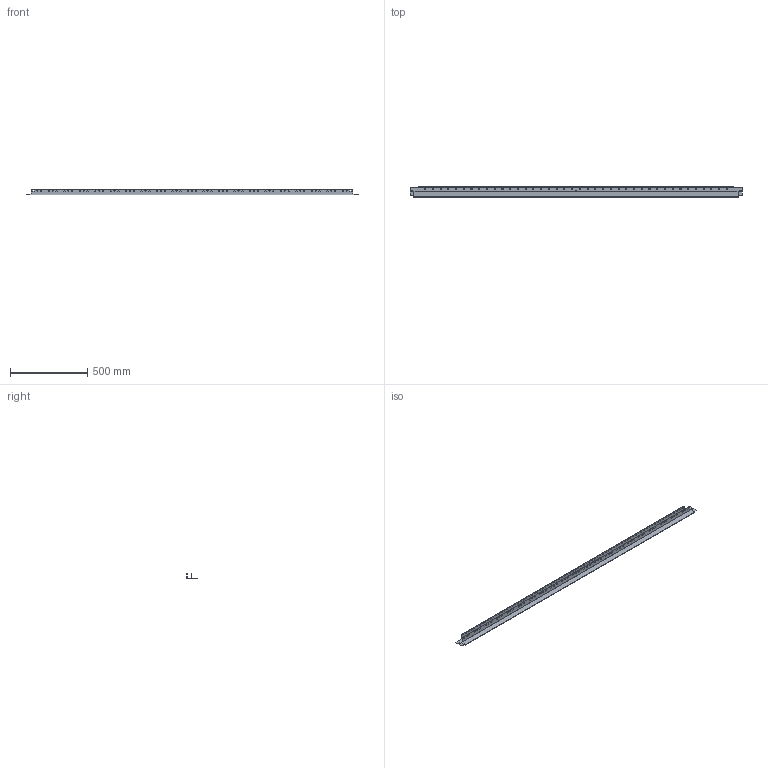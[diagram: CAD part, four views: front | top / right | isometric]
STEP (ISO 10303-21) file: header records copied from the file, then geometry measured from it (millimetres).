
FILE_DESCRIPTION (( 'STEP AP203' ), '1' );
FILE_NAME ('QB09C367.step', '2011-01-20T13:17:18', ( 'User' ), ( 'DKC' ), 'SwSTEP 2.0', 'SolidWorks 2010', '' );
FILE_SCHEMA (( 'CONFIG_CONTROL_DESIGN' ));
Length unit declared in the file: millimetre
Products named in the file (1): QB09C367
Bounding box: 2145 x 67.25 x 36.6 mm (x, y, z)
Volume: 529562.1 mm3; surface area: 720328.5 mm2
Topology: 1 solids, 1 shells, 510 faces, 1502 edges, 994 vertices
Faces by surface type: cylinder 306, plane 204
Entity records: 18029 total; most frequent: DIRECTION 3138, CARTESIAN_POINT 3007, ORIENTED_EDGE 3004, EDGE_CURVE 1502, AXIS2_PLACEMENT_3D 1125, VERTEX_POINT 994, LINE 888, VECTOR 888
